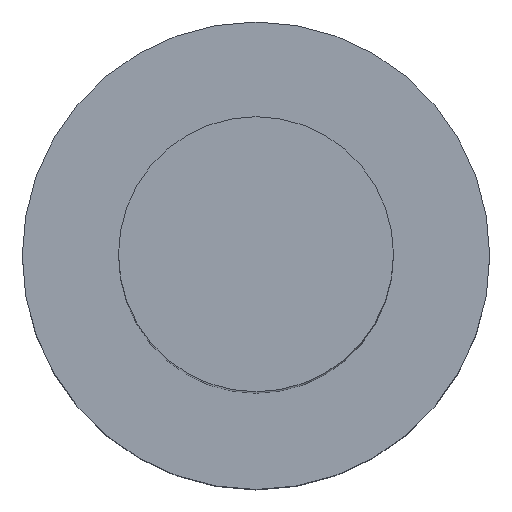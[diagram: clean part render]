
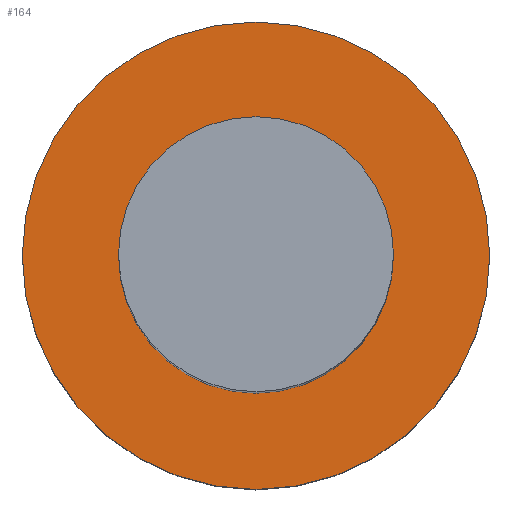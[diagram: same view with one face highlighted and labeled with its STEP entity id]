
A CAD part, top view. The second image highlights one B-rep face of the part: STEP entity #164.
In plain terms, the highlighted planar face has unit normal (0, 0, 1).
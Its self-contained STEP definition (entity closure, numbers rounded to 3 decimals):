
#60 = DIRECTION ( 'NONE',  ( 0., 0., 1. ) ) ;
#63 = DIRECTION ( 'NONE',  ( 1., 0., 0. ) ) ;
#65 = CARTESIAN_POINT ( 'NONE',  ( 2.5, 0., 5. ) ) ;
#72 = CIRCLE ( 'NONE', #257, 4.25 ) ;
#78 = DIRECTION ( 'NONE',  ( 0., 0., 1. ) ) ;
#87 = CIRCLE ( 'NONE', #413, 2.5 ) ;
#94 = EDGE_CURVE ( 'NONE', #390, #210, #87, .T. ) ;
#101 = VERTEX_POINT ( 'NONE', #328 ) ;
#118 = DIRECTION ( 'NONE',  ( 1., 0., 0. ) ) ;
#145 = FACE_BOUND ( 'NONE', #403, .T. ) ;
#164 = ADVANCED_FACE ( 'NONE', ( #145, #260 ), #333, .T. ) ;
#171 = EDGE_CURVE ( 'NONE', #101, #338, #383, .T. ) ;
#182 = DIRECTION ( 'NONE',  ( 0., 0., 1. ) ) ;
#186 = CARTESIAN_POINT ( 'NONE',  ( 0., 0., 5. ) ) ;
#188 = DIRECTION ( 'NONE',  ( 0., 0., 1. ) ) ;
#190 = DIRECTION ( 'NONE',  ( 1., 0., 0. ) ) ;
#201 = CARTESIAN_POINT ( 'NONE',  ( -2.5, 0., 5. ) ) ;
#206 = AXIS2_PLACEMENT_3D ( 'NONE', #186, #78, #118 ) ;
#210 = VERTEX_POINT ( 'NONE', #201 ) ;
#212 = DIRECTION ( 'NONE',  ( 0., 0., 1. ) ) ;
#221 = CARTESIAN_POINT ( 'NONE',  ( 0., 0., 5. ) ) ;
#257 = AXIS2_PLACEMENT_3D ( 'NONE', #309, #60, #339 ) ;
#259 = ORIENTED_EDGE ( 'NONE', *, *, #290, .T. ) ;
#260 = FACE_OUTER_BOUND ( 'NONE', #268, .T. ) ;
#268 = EDGE_LOOP ( 'NONE', ( #259, #446 ) ) ;
#285 = ORIENTED_EDGE ( 'NONE', *, *, #435, .F. ) ;
#290 = EDGE_CURVE ( 'NONE', #338, #101, #72, .T. ) ;
#299 = ORIENTED_EDGE ( 'NONE', *, *, #94, .F. ) ;
#309 = CARTESIAN_POINT ( 'NONE',  ( 0., 0., 5. ) ) ;
#311 = AXIS2_PLACEMENT_3D ( 'NONE', #402, #188, #190 ) ;
#317 = CARTESIAN_POINT ( 'NONE',  ( 0., 0., 5. ) ) ;
#328 = CARTESIAN_POINT ( 'NONE',  ( 4.25, 0., 5. ) ) ;
#333 = PLANE ( 'NONE',  #311 ) ;
#338 = VERTEX_POINT ( 'NONE', #429 ) ;
#339 = DIRECTION ( 'NONE',  ( 1., 0., 0. ) ) ;
#352 = CIRCLE ( 'NONE', #385, 2.5 ) ;
#362 = DIRECTION ( 'NONE',  ( 1., 0., 0. ) ) ;
#383 = CIRCLE ( 'NONE', #206, 4.25 ) ;
#385 = AXIS2_PLACEMENT_3D ( 'NONE', #317, #212, #63 ) ;
#390 = VERTEX_POINT ( 'NONE', #65 ) ;
#402 = CARTESIAN_POINT ( 'NONE',  ( 0., 0., 5. ) ) ;
#403 = EDGE_LOOP ( 'NONE', ( #285, #299 ) ) ;
#413 = AXIS2_PLACEMENT_3D ( 'NONE', #221, #182, #362 ) ;
#429 = CARTESIAN_POINT ( 'NONE',  ( -4.25, 0., 5. ) ) ;
#435 = EDGE_CURVE ( 'NONE', #210, #390, #352, .T. ) ;
#446 = ORIENTED_EDGE ( 'NONE', *, *, #171, .T. ) ;
